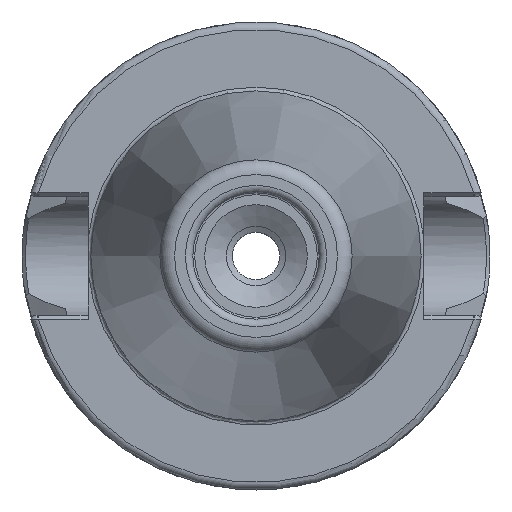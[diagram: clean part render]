
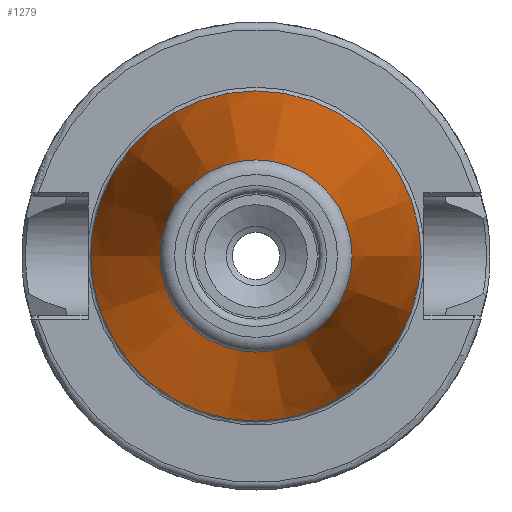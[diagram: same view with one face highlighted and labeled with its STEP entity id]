
A CAD part, left-side view. The second image highlights one B-rep face of the part: STEP entity #1279.
In plain terms, the highlighted conical face has half-angle 8.297 degrees and reference radius 17.581 mm.
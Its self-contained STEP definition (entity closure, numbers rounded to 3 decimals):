
#117=CIRCLE('',#1400,12.937);
#118=CIRCLE('',#1401,12.937);
#119=CIRCLE('',#1402,12.937);
#121=CIRCLE('',#1405,22.225);
#122=CIRCLE('',#1406,22.225);
#170=CONICAL_SURFACE('',#1404,17.581,0.145);
#223=FACE_OUTER_BOUND('',#292,.T.);
#292=EDGE_LOOP('',(#1092,#1093,#1094,#1095,#1096,#1097,#1098));
#370=LINE('',#2796,#432);
#432=VECTOR('',#1702,17.581);
#577=VERTEX_POINT('',#2784);
#578=VERTEX_POINT('',#2785);
#579=VERTEX_POINT('',#2787);
#580=VERTEX_POINT('',#2792);
#581=VERTEX_POINT('',#2793);
#762=EDGE_CURVE('',#577,#578,#117,.T.);
#763=EDGE_CURVE('',#579,#577,#118,.T.);
#764=EDGE_CURVE('',#578,#579,#119,.T.);
#766=EDGE_CURVE('',#580,#581,#121,.T.);
#767=EDGE_CURVE('',#581,#580,#122,.T.);
#768=EDGE_CURVE('',#581,#579,#370,.T.);
#1092=ORIENTED_EDGE('',*,*,#766,.F.);
#1093=ORIENTED_EDGE('',*,*,#767,.F.);
#1094=ORIENTED_EDGE('',*,*,#768,.T.);
#1095=ORIENTED_EDGE('',*,*,#763,.T.);
#1096=ORIENTED_EDGE('',*,*,#762,.T.);
#1097=ORIENTED_EDGE('',*,*,#764,.T.);
#1098=ORIENTED_EDGE('',*,*,#768,.F.);
#1279=ADVANCED_FACE('',(#223),#170,.T.);
#1400=AXIS2_PLACEMENT_3D('',#2786,#1688,#1689);
#1401=AXIS2_PLACEMENT_3D('',#2788,#1690,#1691);
#1402=AXIS2_PLACEMENT_3D('',#2789,#1692,#1693);
#1404=AXIS2_PLACEMENT_3D('',#2791,#1696,#1697);
#1405=AXIS2_PLACEMENT_3D('',#2794,#1698,#1699);
#1406=AXIS2_PLACEMENT_3D('',#2795,#1700,#1701);
#1688=DIRECTION('center_axis',(1.,0.,0.));
#1689=DIRECTION('ref_axis',(0.,0.,-1.));
#1690=DIRECTION('center_axis',(1.,0.,0.));
#1691=DIRECTION('ref_axis',(0.,0.,-1.));
#1692=DIRECTION('center_axis',(1.,0.,0.));
#1693=DIRECTION('ref_axis',(0.,0.,-1.));
#1696=DIRECTION('center_axis',(1.,0.,0.));
#1697=DIRECTION('ref_axis',(0.,1.,0.));
#1698=DIRECTION('center_axis',(1.,0.,0.));
#1699=DIRECTION('ref_axis',(0.,0.,-1.));
#1700=DIRECTION('center_axis',(1.,0.,0.));
#1701=DIRECTION('ref_axis',(0.,0.,-1.));
#1702=DIRECTION('',(-0.99,0.144,0.));
#2784=CARTESIAN_POINT('',(-63.689,12.937,0.));
#2785=CARTESIAN_POINT('',(-63.689,0.,12.937));
#2786=CARTESIAN_POINT('Origin',(-63.689,0.,
0.));
#2787=CARTESIAN_POINT('',(-63.689,-12.937,0.));
#2788=CARTESIAN_POINT('Origin',(-63.689,0.,
0.));
#2789=CARTESIAN_POINT('Origin',(-63.689,0.,
0.));
#2791=CARTESIAN_POINT('Origin',(-31.844,0.,
0.));
#2792=CARTESIAN_POINT('',(0.,22.225,0.));
#2793=CARTESIAN_POINT('',(0.,-22.225,0.));
#2794=CARTESIAN_POINT('Origin',(0.,0.,
0.));
#2795=CARTESIAN_POINT('Origin',(0.,0.,
0.));
#2796=CARTESIAN_POINT('',(-31.844,-17.581,0.));
